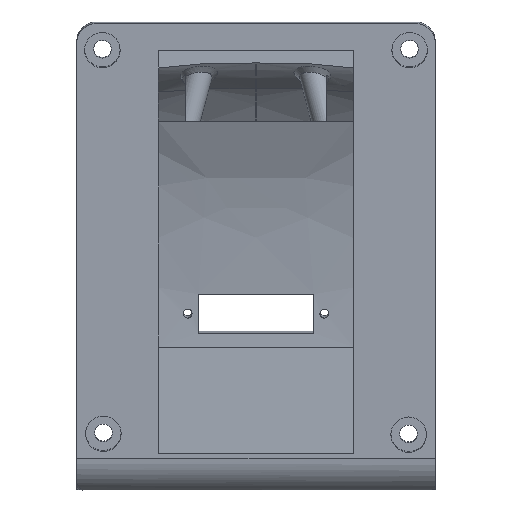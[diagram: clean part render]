
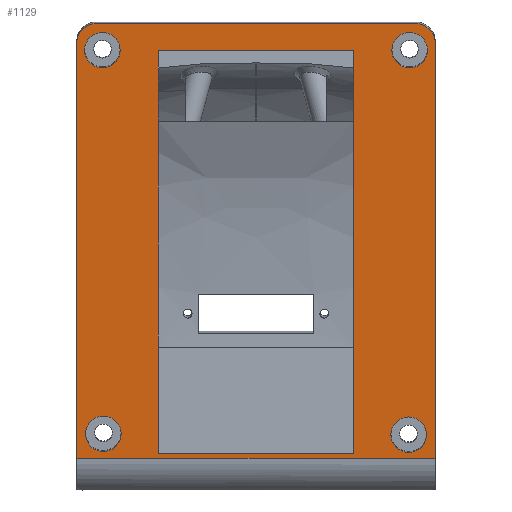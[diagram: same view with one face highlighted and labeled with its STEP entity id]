
A CAD part, front view. The second image highlights one B-rep face of the part: STEP entity #1129.
In plain terms, the highlighted planar face has unit normal (0, -0.996, -0.087).
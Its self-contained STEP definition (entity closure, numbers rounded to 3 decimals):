
#77=FACE_BOUND('',#303,.T.);
#78=FACE_BOUND('',#304,.T.);
#79=FACE_BOUND('',#305,.T.);
#80=FACE_BOUND('',#306,.T.);
#81=FACE_BOUND('',#307,.T.);
#92=CIRCLE('',#1171,2.2);
#93=CIRCLE('',#1174,2.2);
#94=CIRCLE('',#1176,2.);
#97=CIRCLE('',#1181,2.);
#100=CIRCLE('',#1186,2.);
#103=CIRCLE('',#1191,2.);
#222=FACE_OUTER_BOUND('',#302,.T.);
#302=EDGE_LOOP('',(#1021,#1022,#1023,#1024,#1025,#1026));
#303=EDGE_LOOP('',(#1027));
#304=EDGE_LOOP('',(#1028));
#305=EDGE_LOOP('',(#1029));
#306=EDGE_LOOP('',(#1030));
#307=EDGE_LOOP('',(#1031,#1032,#1033,#1034));
#330=LINE('',#1771,#402);
#332=LINE('',#1843,#404);
#334=LINE('',#1847,#406);
#337=LINE('',#1855,#409);
#370=LINE('',#3488,#442);
#373=LINE('',#3512,#445);
#377=LINE('',#3561,#449);
#379=LINE('',#3565,#451);
#402=VECTOR('',#1290,10.);
#404=VECTOR('',#1300,10.);
#406=VECTOR('',#1304,10.);
#409=VECTOR('',#1313,10.);
#442=VECTOR('',#1438,10.);
#445=VECTOR('',#1443,10.);
#449=VECTOR('',#1449,10.);
#451=VECTOR('',#1455,10.);
#483=VERTEX_POINT('',#1768);
#484=VERTEX_POINT('',#1770);
#486=VERTEX_POINT('',#1841);
#487=VERTEX_POINT('',#1845);
#488=VERTEX_POINT('',#1849);
#489=VERTEX_POINT('',#1853);
#490=VERTEX_POINT('',#1859);
#493=VERTEX_POINT('',#1868);
#496=VERTEX_POINT('',#1877);
#499=VERTEX_POINT('',#1886);
#548=VERTEX_POINT('',#3486);
#549=VERTEX_POINT('',#3487);
#553=VERTEX_POINT('',#3510);
#557=VERTEX_POINT('',#3559);
#600=EDGE_CURVE('',#483,#484,#330,.T.);
#606=EDGE_CURVE('',#486,#483,#332,.T.);
#608=EDGE_CURVE('',#487,#486,#334,.T.);
#610=EDGE_CURVE('',#488,#487,#92,.T.);
#612=EDGE_CURVE('',#489,#488,#337,.T.);
#613=EDGE_CURVE('',#484,#489,#93,.T.);
#614=EDGE_CURVE('',#490,#490,#94,.T.);
#618=EDGE_CURVE('',#493,#493,#97,.T.);
#622=EDGE_CURVE('',#496,#496,#100,.T.);
#626=EDGE_CURVE('',#499,#499,#103,.T.);
#701=EDGE_CURVE('',#548,#549,#370,.T.);
#707=EDGE_CURVE('',#553,#548,#373,.T.);
#714=EDGE_CURVE('',#553,#557,#377,.T.);
#716=EDGE_CURVE('',#549,#557,#379,.T.);
#1021=ORIENTED_EDGE('',*,*,#606,.F.);
#1022=ORIENTED_EDGE('',*,*,#608,.F.);
#1023=ORIENTED_EDGE('',*,*,#610,.F.);
#1024=ORIENTED_EDGE('',*,*,#612,.F.);
#1025=ORIENTED_EDGE('',*,*,#613,.F.);
#1026=ORIENTED_EDGE('',*,*,#600,.F.);
#1027=ORIENTED_EDGE('',*,*,#614,.T.);
#1028=ORIENTED_EDGE('',*,*,#618,.T.);
#1029=ORIENTED_EDGE('',*,*,#622,.T.);
#1030=ORIENTED_EDGE('',*,*,#626,.T.);
#1031=ORIENTED_EDGE('',*,*,#716,.F.);
#1032=ORIENTED_EDGE('',*,*,#701,.F.);
#1033=ORIENTED_EDGE('',*,*,#707,.F.);
#1034=ORIENTED_EDGE('',*,*,#714,.T.);
#1066=PLANE('',#1223);
#1129=ADVANCED_FACE('',(#222,#77,#78,#79,#80,#81),#1066,.F.);
#1171=AXIS2_PLACEMENT_3D('',#1851,#1308,#1309);
#1174=AXIS2_PLACEMENT_3D('',#1857,#1316,#1317);
#1176=AXIS2_PLACEMENT_3D('',#1860,#1320,#1321);
#1181=AXIS2_PLACEMENT_3D('',#1869,#1331,#1332);
#1186=AXIS2_PLACEMENT_3D('',#1878,#1342,#1343);
#1191=AXIS2_PLACEMENT_3D('',#1887,#1353,#1354);
#1223=AXIS2_PLACEMENT_3D('',#3566,#1456,#1457);
#1290=DIRECTION('',(0.,-0.087,0.996));
#1300=DIRECTION('',(-1.,0.,0.));
#1304=DIRECTION('',(0.,0.087,-0.996));
#1308=DIRECTION('center_axis',(0.,0.996,0.087));
#1309=DIRECTION('ref_axis',(1.,0.,0.));
#1313=DIRECTION('',(1.,0.,0.));
#1316=DIRECTION('center_axis',(0.,0.996,0.087));
#1317=DIRECTION('ref_axis',(0.,-0.087,0.996));
#1320=DIRECTION('center_axis',(0.,0.996,0.087));
#1321=DIRECTION('ref_axis',(-1.,0.,0.));
#1331=DIRECTION('center_axis',(0.,0.996,0.087));
#1332=DIRECTION('ref_axis',(-1.,0.,0.));
#1342=DIRECTION('center_axis',(0.,0.996,0.087));
#1343=DIRECTION('ref_axis',(-1.,0.,0.));
#1353=DIRECTION('center_axis',(0.,0.996,0.087));
#1354=DIRECTION('ref_axis',(-1.,0.,0.));
#1438=DIRECTION('',(-1.,0.,0.));
#1443=DIRECTION('',(0.,-0.087,0.996));
#1449=DIRECTION('',(-1.,0.,0.));
#1455=DIRECTION('',(0.,0.087,-0.996));
#1456=DIRECTION('center_axis',(0.,0.996,0.087));
#1457=DIRECTION('ref_axis',(-1.,0.,0.));
#1768=CARTESIAN_POINT('',(-20.2,31.547,-28.016));
#1770=CARTESIAN_POINT('',(-20.2,27.451,18.805));
#1771=CARTESIAN_POINT('',(-20.2,30.411,-15.028));
#1841=CARTESIAN_POINT('',(20.2,31.547,-28.016));
#1843=CARTESIAN_POINT('',(11.334,31.547,-28.016));
#1845=CARTESIAN_POINT('',(20.2,27.451,18.805));
#1847=CARTESIAN_POINT('',(20.2,30.436,-15.314));
#1849=CARTESIAN_POINT('',(18.,27.259,20.997));
#1851=CARTESIAN_POINT('Origin',(18.,27.451,18.805));
#1853=CARTESIAN_POINT('',(-18.,27.259,20.997));
#1855=CARTESIAN_POINT('',(9.042,27.259,20.997));
#1857=CARTESIAN_POINT('Origin',(-18.,27.451,18.805));
#1859=CARTESIAN_POINT('',(19.2,31.313,-25.335));
#1860=CARTESIAN_POINT('Origin',(17.2,31.313,-25.335));
#1868=CARTESIAN_POINT('',(-15.309,27.521,18.009));
#1869=CARTESIAN_POINT('Origin',(-17.309,27.521,18.009));
#1877=CARTESIAN_POINT('',(-15.2,31.303,-25.226));
#1878=CARTESIAN_POINT('Origin',(-17.2,31.303,-25.226));
#1886=CARTESIAN_POINT('',(19.309,27.521,18.009));
#1887=CARTESIAN_POINT('Origin',(17.309,27.521,18.009));
#3486=CARTESIAN_POINT('',(10.969,28.838,2.958));
#3487=CARTESIAN_POINT('',(-11.031,28.838,2.958));
#3488=CARTESIAN_POINT('',(10.969,28.838,2.958));
#3510=CARTESIAN_POINT('',(10.969,31.499,-27.466));
#3512=CARTESIAN_POINT('',(10.969,28.519,6.596));
#3559=CARTESIAN_POINT('',(-11.031,31.499,-27.466));
#3561=CARTESIAN_POINT('',(-11.031,31.499,-27.466));
#3565=CARTESIAN_POINT('',(-11.031,28.519,6.596));
#3566=CARTESIAN_POINT('Origin',(0.084,29.499,-4.605));
